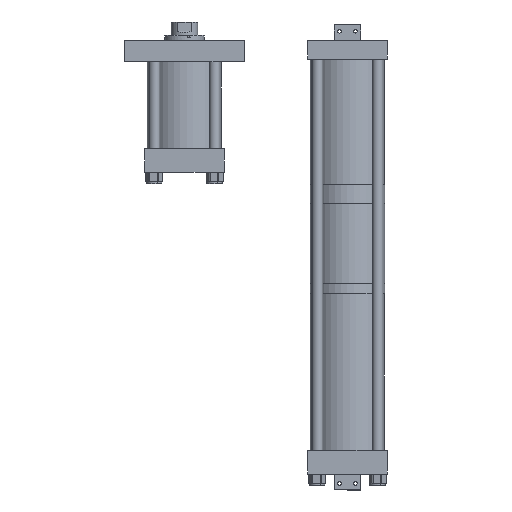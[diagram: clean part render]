
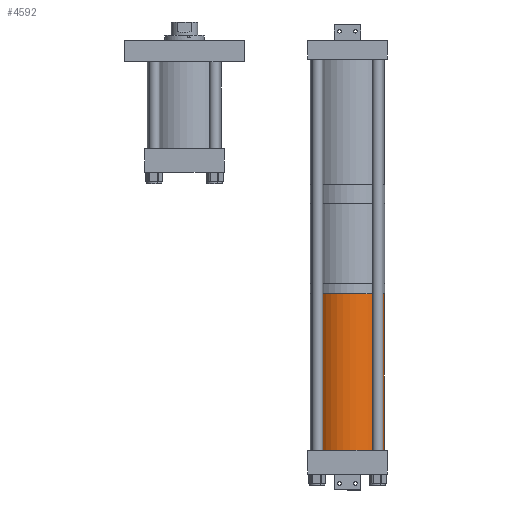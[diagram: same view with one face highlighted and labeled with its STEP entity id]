
A CAD part, front view. The second image highlights one B-rep face of the part: STEP entity #4592.
In plain terms, the highlighted cylindrical face has radius 88.9 mm (diameter 177.8 mm), a partial arc.
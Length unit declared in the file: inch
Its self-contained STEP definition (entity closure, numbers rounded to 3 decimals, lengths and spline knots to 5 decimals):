
#360 = CARTESIAN_POINT ( 'NONE',  ( 0., 0., 14.762 ) ) ;
#687 = CARTESIAN_POINT ( 'NONE',  ( -3.5, 0., 14.762 ) ) ;
#1293 = CARTESIAN_POINT ( 'NONE',  ( 3.5, 0., 14.762 ) ) ;
#1376 = ORIENTED_EDGE ( 'NONE', *, *, #12433, .T. ) ;
#1410 = DIRECTION ( 'NONE',  ( 0., 0., 1. ) ) ;
#1697 = DIRECTION ( 'NONE',  ( 0., 0., -1. ) ) ;
#2261 = CARTESIAN_POINT ( 'NONE',  ( -3.5, 0., 0. ) ) ;
#2718 = DIRECTION ( 'NONE',  ( 0., 0., -1. ) ) ;
#2941 = VERTEX_POINT ( 'NONE', #11239 ) ;
#3875 = CIRCLE ( 'NONE', #7052, 3.5 ) ;
#4019 = ORIENTED_EDGE ( 'NONE', *, *, #7552, .F. ) ;
#4500 = EDGE_CURVE ( 'NONE', #2941, #7280, #11912, .T. ) ;
#4592 = ADVANCED_FACE ( 'NONE', ( #7927 ), #11745, .T. ) ;
#4711 = DIRECTION ( 'NONE',  ( 1., 0., 0. ) ) ;
#4865 = ORIENTED_EDGE ( 'NONE', *, *, #5762, .F. ) ;
#5264 = VECTOR ( 'NONE', #1697, 39.37008 ) ;
#5325 = CARTESIAN_POINT ( 'NONE',  ( 3.5, 0., 0. ) ) ;
#5444 = DIRECTION ( 'NONE',  ( -1., 0., 0. ) ) ;
#5762 = EDGE_CURVE ( 'NONE', #6442, #11800, #13011, .T. ) ;
#6278 = DIRECTION ( 'NONE',  ( 0., 0., 1. ) ) ;
#6442 = VERTEX_POINT ( 'NONE', #1293 ) ;
#6697 = CARTESIAN_POINT ( 'NONE',  ( 3.5, 0., 14.762 ) ) ;
#6856 = EDGE_LOOP ( 'NONE', ( #4865, #4019, #7094, #1376 ) ) ;
#7052 = AXIS2_PLACEMENT_3D ( 'NONE', #7900, #1410, #12961 ) ;
#7094 = ORIENTED_EDGE ( 'NONE', *, *, #4500, .T. ) ;
#7280 = VERTEX_POINT ( 'NONE', #2261 ) ;
#7552 = EDGE_CURVE ( 'NONE', #2941, #6442, #3875, .T. ) ;
#7900 = CARTESIAN_POINT ( 'NONE',  ( 0., 0., 14.762 ) ) ;
#7927 = FACE_OUTER_BOUND ( 'NONE', #6856, .T. ) ;
#8802 = AXIS2_PLACEMENT_3D ( 'NONE', #16069, #6278, #4711 ) ;
#11239 = CARTESIAN_POINT ( 'NONE',  ( -3.5, 0., 14.762 ) ) ;
#11745 = CYLINDRICAL_SURFACE ( 'NONE', #12679, 3.5 ) ;
#11800 = VERTEX_POINT ( 'NONE', #5325 ) ;
#11912 = LINE ( 'NONE', #687, #5264 ) ;
#12433 = EDGE_CURVE ( 'NONE', #7280, #11800, #14873, .T. ) ;
#12679 = AXIS2_PLACEMENT_3D ( 'NONE', #360, #13075, #5444 ) ;
#12961 = DIRECTION ( 'NONE',  ( 1., 0., 0. ) ) ;
#13011 = LINE ( 'NONE', #6697, #14788 ) ;
#13075 = DIRECTION ( 'NONE',  ( 0., 0., -1. ) ) ;
#14788 = VECTOR ( 'NONE', #2718, 39.37008 ) ;
#14873 = CIRCLE ( 'NONE', #8802, 3.5 ) ;
#16069 = CARTESIAN_POINT ( 'NONE',  ( 0., 0., 0. ) ) ;
